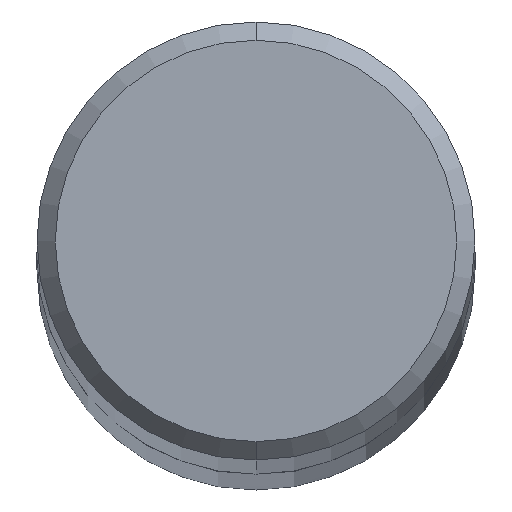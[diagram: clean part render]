
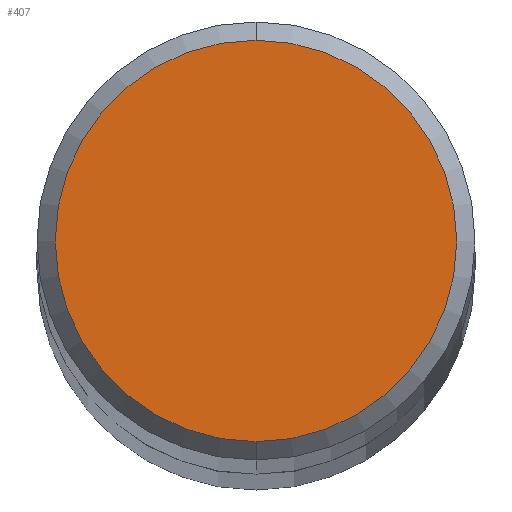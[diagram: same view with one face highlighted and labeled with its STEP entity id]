
A CAD part, top view. The second image highlights one B-rep face of the part: STEP entity #407.
In plain terms, the highlighted planar face has unit normal (0, 0, 1).
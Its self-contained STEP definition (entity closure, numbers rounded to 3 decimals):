
#195=EDGE_CURVE('',#397,#231,#473,.T.);
#231=VERTEX_POINT('',#511);
#285=EDGE_CURVE('',#231,#397,#569,.T.);
#397=VERTEX_POINT('',#696);
#407=ADVANCED_FACE('',(#707),#708,.T.);
#473=CIRCLE('',#801,1.1);
#511=CARTESIAN_POINT('',(0.0,1.1,0.0));
#569=CIRCLE('',#1017,1.1);
#696=CARTESIAN_POINT('',(0.,-1.1,0.0));
#707=FACE_OUTER_BOUND('',#1272,.T.);
#708=PLANE('',#1273);
#801=AXIS2_PLACEMENT_3D('',#1347,#1348,#1349);
#1017=AXIS2_PLACEMENT_3D('',#1431,#1432,#1433);
#1272=EDGE_LOOP('',(#1616,#1617));
#1273=AXIS2_PLACEMENT_3D('',#1618,#1619,#1620);
#1347=CARTESIAN_POINT('',(0.0,0.0,0.0));
#1348=DIRECTION('',(0.0,0.0,-1.0));
#1349=DIRECTION('',(0.0,1.0,0.0));
#1431=CARTESIAN_POINT('',(0.0,0.0,0.0));
#1432=DIRECTION('',(0.0,0.0,-1.0));
#1433=DIRECTION('',(0.0,1.0,0.0));
#1616=ORIENTED_EDGE('',*,*,#285,.F.);
#1617=ORIENTED_EDGE('',*,*,#195,.F.);
#1618=CARTESIAN_POINT('',(0.0,0.55,0.0));
#1619=DIRECTION('',(-0.0,0.0,1.0));
#1620=DIRECTION('',(0.0,-1.0,0.0));
